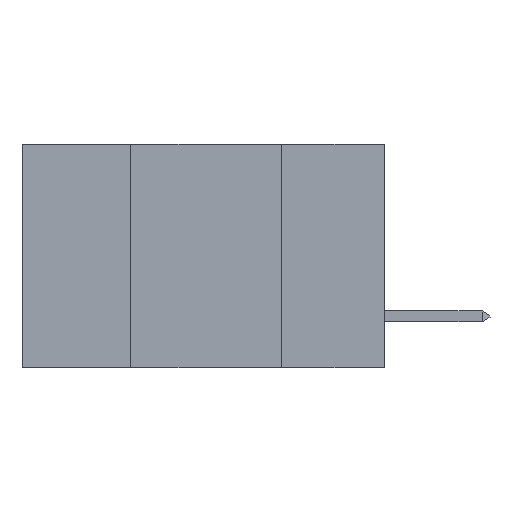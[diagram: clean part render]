
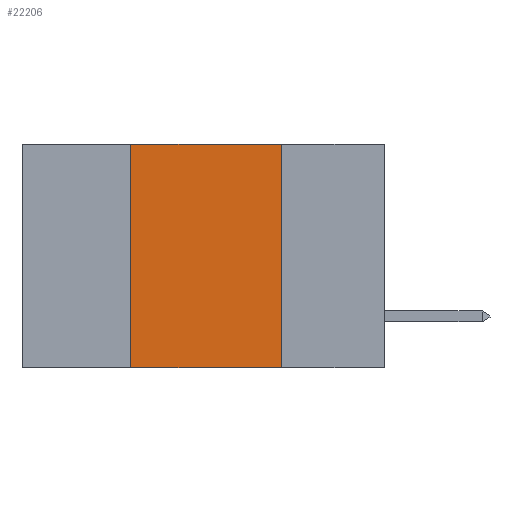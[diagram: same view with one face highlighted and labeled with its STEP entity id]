
A CAD part, left-side view. The second image highlights one B-rep face of the part: STEP entity #22206.
In plain terms, the highlighted planar face has unit normal (-1, 0, 0).
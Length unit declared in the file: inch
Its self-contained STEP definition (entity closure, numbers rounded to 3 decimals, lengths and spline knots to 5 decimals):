
#880 = VERTEX_POINT ( 'NONE', #11351 ) ;
#1138 = CARTESIAN_POINT ( 'NONE',  ( 0., 0.6, 0. ) ) ;
#1567 = EDGE_CURVE ( 'NONE', #21130, #880, #25279, .T. ) ;
#1970 = CARTESIAN_POINT ( 'NONE',  ( 0., 0.6, -0.37 ) ) ;
#4239 = DIRECTION ( 'NONE',  ( 0., -1., 0. ) ) ;
#4405 = LINE ( 'NONE', #1970, #25538 ) ;
#4569 = DIRECTION ( 'NONE',  ( 1., 0., 0. ) ) ;
#5192 = CARTESIAN_POINT ( 'NONE',  ( 0., 0.42, -0.37 ) ) ;
#5552 = DIRECTION ( 'NONE',  ( 0., -1., 0. ) ) ;
#8442 = EDGE_CURVE ( 'NONE', #21130, #16031, #4405, .T. ) ;
#10668 = EDGE_CURVE ( 'NONE', #880, #25408, #17218, .T. ) ;
#10999 = CARTESIAN_POINT ( 'NONE',  ( 0., 0.6, 0. ) ) ;
#11351 = CARTESIAN_POINT ( 'NONE',  ( 0., 0.42, 0. ) ) ;
#11599 = VECTOR ( 'NONE', #5552, 39.37008 ) ;
#12113 = ORIENTED_EDGE ( 'NONE', *, *, #8442, .T. ) ;
#13123 = PLANE ( 'NONE',  #25564 ) ;
#13609 = VECTOR ( 'NONE', #25944, 39.37008 ) ;
#15239 = DIRECTION ( 'NONE',  ( 0., 0., -1. ) ) ;
#15671 = ORIENTED_EDGE ( 'NONE', *, *, #22909, .F. ) ;
#16031 = VERTEX_POINT ( 'NONE', #25080 ) ;
#16863 = CARTESIAN_POINT ( 'NONE',  ( 0., 0.42, 0. ) ) ;
#17054 = DIRECTION ( 'NONE',  ( 0., 0., 1. ) ) ;
#17218 = LINE ( 'NONE', #1138, #11599 ) ;
#19057 = VECTOR ( 'NONE', #17054, 39.37008 ) ;
#19229 = LINE ( 'NONE', #23813, #13609 ) ;
#21130 = VERTEX_POINT ( 'NONE', #5192 ) ;
#21960 = ORIENTED_EDGE ( 'NONE', *, *, #1567, .F. ) ;
#22206 = ADVANCED_FACE ( 'NONE', ( #23764 ), #13123, .F. ) ;
#22909 = EDGE_CURVE ( 'NONE', #25408, #16031, #19229, .T. ) ;
#23604 = EDGE_LOOP ( 'NONE', ( #15671, #26868, #21960, #12113 ) ) ;
#23764 = FACE_OUTER_BOUND ( 'NONE', #23604, .T. ) ;
#23813 = CARTESIAN_POINT ( 'NONE',  ( 0., 0.17, 0. ) ) ;
#25080 = CARTESIAN_POINT ( 'NONE',  ( 0., 0.17, -0.37 ) ) ;
#25279 = LINE ( 'NONE', #16863, #19057 ) ;
#25408 = VERTEX_POINT ( 'NONE', #25886 ) ;
#25538 = VECTOR ( 'NONE', #4239, 39.37008 ) ;
#25564 = AXIS2_PLACEMENT_3D ( 'NONE', #10999, #4569, #15239 ) ;
#25886 = CARTESIAN_POINT ( 'NONE',  ( 0., 0.17, 0. ) ) ;
#25944 = DIRECTION ( 'NONE',  ( 0., 0., -1. ) ) ;
#26868 = ORIENTED_EDGE ( 'NONE', *, *, #10668, .F. ) ;
